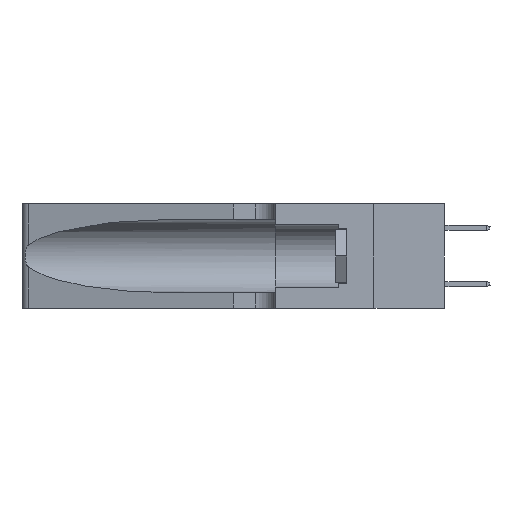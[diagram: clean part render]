
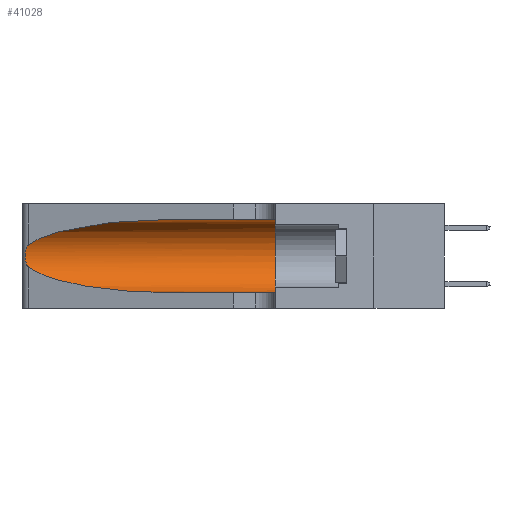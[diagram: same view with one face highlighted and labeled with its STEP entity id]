
A CAD part, left-side view. The second image highlights one B-rep face of the part: STEP entity #41028.
In plain terms, the highlighted cylindrical face has radius 3.308 mm (diameter 6.617 mm), a partial arc.
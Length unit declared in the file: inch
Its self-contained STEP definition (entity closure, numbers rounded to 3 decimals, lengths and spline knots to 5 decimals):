
#386 = CARTESIAN_POINT ( 'NONE',  ( 0.1305, 0.72297, 0.05475 ) ) ;
#985 = CARTESIAN_POINT ( 'NONE',  ( 0.25487, 1.22718, 0.22369 ) ) ;
#2058 = VERTEX_POINT ( 'NONE', #18539 ) ;
#3042 = CARTESIAN_POINT ( 'NONE',  ( 0.25487, 1.22718, 0.14631 ) ) ;
#3318 = EDGE_CURVE ( 'NONE', #17221, #32481, #40057, .T. ) ;
#3630 = EDGE_LOOP ( 'NONE', ( #27138, #9904, #14834, #21355, #6781, #32579 ) ) ;
#3722 = B_SPLINE_CURVE_WITH_KNOTS ( 'NONE', 3,
 ( #22134, #9972, #8573, #7635, #20661, #37319, #13216, #18596, #24721, #15428, #21684, #5724, #28300, #34569 ),
 .UNSPECIFIED., .F., .F.,
 ( 4, 2, 2, 2, 2, 2, 4 ),
 ( 0., 0.00027, 0.00053, 0.00107, 0.0016, 0.00187, 0.00214 ),
 .UNSPECIFIED. ) ;
#4541 = CARTESIAN_POINT ( 'NONE',  ( 0.1305, 0.35, 0.185 ) ) ;
#5724 = CARTESIAN_POINT ( 'NONE',  ( 0.25639, 1.23186, 0.15144 ) ) ;
#5835 = DIRECTION ( 'NONE',  ( 0., -1., 0. ) ) ;
#6781 = ORIENTED_EDGE ( 'NONE', *, *, #36695, .F. ) ;
#7635 = CARTESIAN_POINT ( 'NONE',  ( 0.25787, 1.23484, 0.2124 ) ) ;
#7835 = CARTESIAN_POINT ( 'NONE',  ( 0.1305, 0.35, 0.05475 ) ) ;
#8573 = CARTESIAN_POINT ( 'NONE',  ( 0.25639, 1.23184, 0.21858 ) ) ;
#9491 = LINE ( 'NONE', #35189, #32811 ) ;
#9904 = ORIENTED_EDGE ( 'NONE', *, *, #10788, .T. ) ;
#9972 = CARTESIAN_POINT ( 'NONE',  ( 0.25555, 1.22994, 0.2215 ) ) ;
#10788 = EDGE_CURVE ( 'NONE', #40025, #17221, #3722, .T. ) ;
#13216 = CARTESIAN_POINT ( 'NONE',  ( 0.26075, 1.23896, 0.19203 ) ) ;
#14834 = ORIENTED_EDGE ( 'NONE', *, *, #3318, .T. ) ;
#15283 = CARTESIAN_POINT ( 'NONE',  ( 0.1305, 1.61858, 0.185 ) ) ;
#15404 = DIRECTION ( 'NONE',  ( 0., 0., -1. ) ) ;
#15428 = CARTESIAN_POINT ( 'NONE',  ( 0.25856, 1.23593, 0.16098 ) ) ;
#15680 = CARTESIAN_POINT ( 'NONE',  ( 0.1305, 1.61858, 0.31525 ) ) ;
#16185 = EDGE_CURVE ( 'NONE', #32481, #27390, #9491, .T. ) ;
#16706 = DIRECTION ( 'NONE',  ( 0., -1., 0. ) ) ;
#16914 = CARTESIAN_POINT ( 'NONE',  ( 0.2373, 1.15595, 0.28018 ) ) ;
#17221 = VERTEX_POINT ( 'NONE', #22967 ) ;
#17898 = EDGE_CURVE ( 'NONE', #2058, #22204, #38065, .T. ) ;
#18539 = CARTESIAN_POINT ( 'NONE',  ( 0.1305, 0.72297, 0.31525 ) ) ;
#18596 = CARTESIAN_POINT ( 'NONE',  ( 0.26075, 1.23896, 0.178 ) ) ;
#18989 = CARTESIAN_POINT ( 'NONE',  ( 0.2373, 1.15595, 0.08982 ) ) ;
#19989 = CARTESIAN_POINT ( 'NONE',  ( 0.18966, 0.96281, 0.31525 ) ) ;
#20661 = CARTESIAN_POINT ( 'NONE',  ( 0.25854, 1.2359, 0.20912 ) ) ;
#21230 = VECTOR ( 'NONE', #34698, 39.37008 ) ;
#21355 = ORIENTED_EDGE ( 'NONE', *, *, #16185, .T. ) ;
#21684 = CARTESIAN_POINT ( 'NONE',  ( 0.25789, 1.23486, 0.15765 ) ) ;
#22134 = CARTESIAN_POINT ( 'NONE',  ( 0.25487, 1.22718, 0.22369 ) ) ;
#22204 = VERTEX_POINT ( 'NONE', #25694 ) ;
#22210 = CARTESIAN_POINT ( 'NONE',  ( 0.18966, 0.96281, 0.05475 ) ) ;
#22314 =( BOUNDED_CURVE ( )  B_SPLINE_CURVE ( 3, ( #35647, #19989, #16914, #985 ),
 .UNSPECIFIED., .F., .F. ) 
 B_SPLINE_CURVE_WITH_KNOTS ( ( 4, 4 ),
 ( 1.5708, 2.84003 ),
 .UNSPECIFIED. ) 
 CURVE ( )  GEOMETRIC_REPRESENTATION_ITEM ( )  RATIONAL_B_SPLINE_CURVE ( ( 1., 0.87, 0.87, 1. ) ) 
 REPRESENTATION_ITEM ( '' )  );
#22700 = AXIS2_PLACEMENT_3D ( 'NONE', #15283, #5835, #15404 ) ;
#22967 = CARTESIAN_POINT ( 'NONE',  ( 0.25487, 1.22718, 0.14631 ) ) ;
#23855 = EDGE_CURVE ( 'NONE', #2058, #40025, #22314, .T. ) ;
#24721 = CARTESIAN_POINT ( 'NONE',  ( 0.26017, 1.23833, 0.17102 ) ) ;
#25694 = CARTESIAN_POINT ( 'NONE',  ( 0.1305, 0.35, 0.31525 ) ) ;
#26710 = DIRECTION ( 'NONE',  ( 0., 1., 0. ) ) ;
#27138 = ORIENTED_EDGE ( 'NONE', *, *, #23855, .T. ) ;
#27390 = VERTEX_POINT ( 'NONE', #7835 ) ;
#28300 = CARTESIAN_POINT ( 'NONE',  ( 0.25555, 1.22993, 0.14849 ) ) ;
#28913 = AXIS2_PLACEMENT_3D ( 'NONE', #4541, #26710, #36824 ) ;
#30252 = FACE_OUTER_BOUND ( 'NONE', #3630, .T. ) ;
#32481 = VERTEX_POINT ( 'NONE', #386 ) ;
#32537 = CIRCLE ( 'NONE', #28913, 0.13025 ) ;
#32579 = ORIENTED_EDGE ( 'NONE', *, *, #17898, .F. ) ;
#32811 = VECTOR ( 'NONE', #16706, 39.37008 ) ;
#34569 = CARTESIAN_POINT ( 'NONE',  ( 0.25487, 1.22718, 0.14631 ) ) ;
#34698 = DIRECTION ( 'NONE',  ( 0., -1., 0. ) ) ;
#34948 = CARTESIAN_POINT ( 'NONE',  ( 0.1305, 0.72297, 0.05475 ) ) ;
#35189 = CARTESIAN_POINT ( 'NONE',  ( 0.1305, 1.61858, 0.05475 ) ) ;
#35647 = CARTESIAN_POINT ( 'NONE',  ( 0.1305, 0.72297, 0.31525 ) ) ;
#36695 = EDGE_CURVE ( 'NONE', #22204, #27390, #32537, .T. ) ;
#36824 = DIRECTION ( 'NONE',  ( 0., 0., 1. ) ) ;
#37169 = CYLINDRICAL_SURFACE ( 'NONE', #22700, 0.13025 ) ;
#37319 = CARTESIAN_POINT ( 'NONE',  ( 0.26018, 1.23835, 0.19895 ) ) ;
#38065 = LINE ( 'NONE', #15680, #21230 ) ;
#39283 = CARTESIAN_POINT ( 'NONE',  ( 0.25487, 1.22718, 0.22369 ) ) ;
#40025 = VERTEX_POINT ( 'NONE', #39283 ) ;
#40057 =( BOUNDED_CURVE ( )  B_SPLINE_CURVE ( 3, ( #3042, #18989, #22210, #34948 ),
 .UNSPECIFIED., .F., .F. ) 
 B_SPLINE_CURVE_WITH_KNOTS ( ( 4, 4 ),
 ( 3.44316, 4.71239 ),
 .UNSPECIFIED. ) 
 CURVE ( )  GEOMETRIC_REPRESENTATION_ITEM ( )  RATIONAL_B_SPLINE_CURVE ( ( 1., 0.87, 0.87, 1. ) ) 
 REPRESENTATION_ITEM ( '' )  );
#41028 = ADVANCED_FACE ( 'NONE', ( #30252 ), #37169, .F. ) ;
